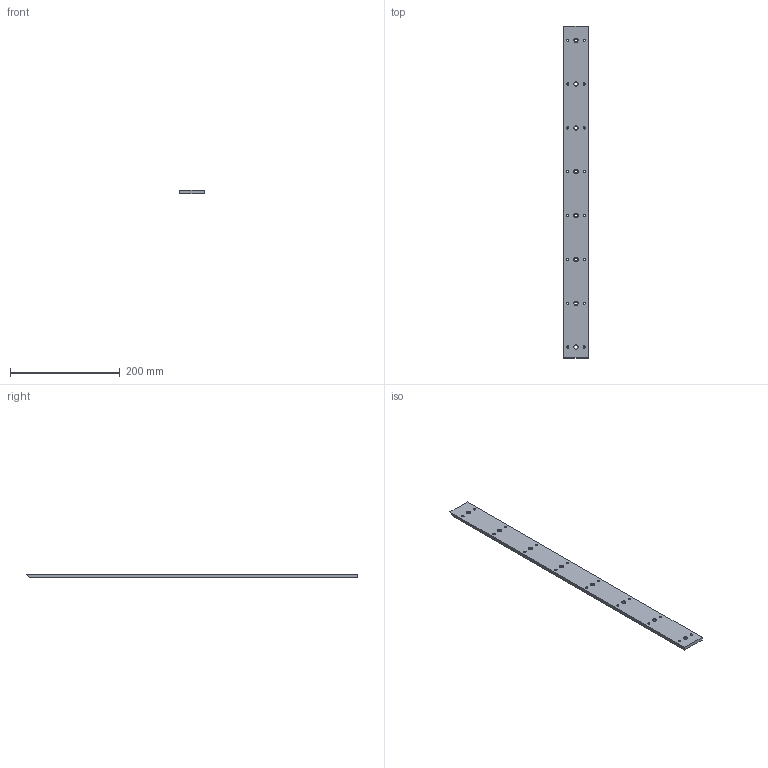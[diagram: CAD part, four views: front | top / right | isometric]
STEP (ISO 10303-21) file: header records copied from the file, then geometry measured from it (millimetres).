
FILE_DESCRIPTION(('FreeCAD Model'),'2;1');
FILE_NAME('Open CASCADE Shape Model','2023-10-31T11:00:25',('A. MOREL'), ('STEELMAG INTERNATIONAL'),'Open CASCADE STEP processor 7.6','FreeCAD' ,'Unknown');
FILE_SCHEMA(('AUTOMOTIVE_DESIGN { 1 0 10303 214 1 1 1 1 }'));
Length unit declared in the file: millimetre
Products named in the file (1): Body
Bounding box: 45 x 606 x 6 mm (x, y, z)
Volume: 160215.2 mm3; surface area: 63345.5 mm2
Topology: 1 solids, 1 shells, 38 faces, 100 edges, 64 vertices
Faces by surface type: cylinder 24, cone 8, plane 6
Full cylindrical faces by diameter (mm): 4.2 x16, 5.5 x8
Entity records: 2614 total; most frequent: DIRECTION 434, CARTESIAN_POINT 403, ORIENTED_EDGE 200, PCURVE 200, DEFINITIONAL_REPRESENTATION 200, LINE 196, VECTOR 196, CIRCLE 104
